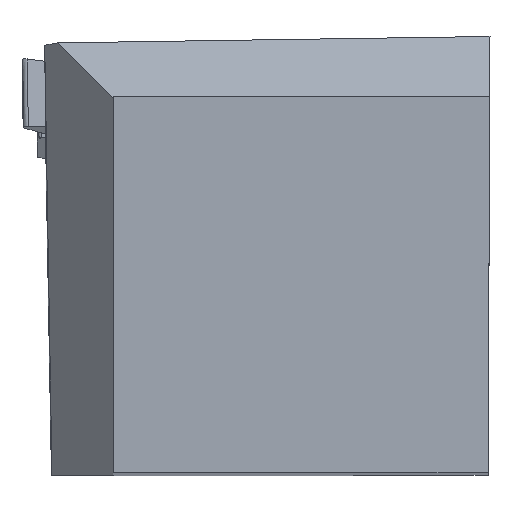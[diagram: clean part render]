
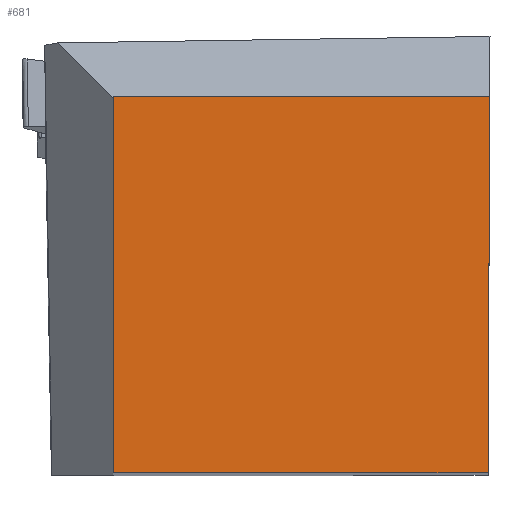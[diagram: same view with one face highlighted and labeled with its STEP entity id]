
A CAD part, top view. The second image highlights one B-rep face of the part: STEP entity #681.
In plain terms, the highlighted planar face has unit normal (0, 0, 1).
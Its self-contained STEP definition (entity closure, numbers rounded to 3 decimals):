
#174=PLANE('',#1887);
#252=FACE_OUTER_BOUND('',#798,.T.);
#407=LINE('',#2980,#580);
#420=LINE('',#3005,#593);
#423=LINE('',#3010,#596);
#424=LINE('',#3012,#597);
#580=VECTOR('',#2313,1.);
#593=VECTOR('',#2332,1.);
#596=VECTOR('',#2339,1.);
#597=VECTOR('',#2340,1.);
#681=ADVANCED_FACE('BLANK_BOXF006',(#252),#174,.F.);
#798=EDGE_LOOP('',(#1231,#1232,#1233,#1234));
#1231=ORIENTED_EDGE('',*,*,#1644,.F.);
#1232=ORIENTED_EDGE('',*,*,#1628,.F.);
#1233=ORIENTED_EDGE('',*,*,#1641,.F.);
#1234=ORIENTED_EDGE('',*,*,#1645,.F.);
#1409=VERTEX_POINT('',#2979);
#1410=VERTEX_POINT('',#2981);
#1418=VERTEX_POINT('',#3004);
#1419=VERTEX_POINT('',#3011);
#1628=EDGE_CURVE('',#1409,#1410,#407,.T.);
#1641=EDGE_CURVE('',#1418,#1409,#420,.T.);
#1644=EDGE_CURVE('',#1410,#1419,#423,.T.);
#1645=EDGE_CURVE('',#1419,#1418,#424,.T.);
#1887=AXIS2_PLACEMENT_3D('',#3013,#2341,#2342);
#2313=DIRECTION('',(-1.,0.,0.));
#2332=DIRECTION('',(-0.004,-1.,0.));
#2339=DIRECTION('',(0.,1.,0.));
#2340=DIRECTION('',(1.,0.,0.));
#2341=DIRECTION('',(0.,0.,-1.));
#2342=DIRECTION('',(0.,-1.,0.));
#2979=CARTESIAN_POINT('',(-0.138,0.,0.));
#2980=CARTESIAN_POINT('',(152.4,0.,0.));
#2981=CARTESIAN_POINT('',(-31.623,0.,0.));
#3004=CARTESIAN_POINT('',(0.,31.623,0.));
#3005=CARTESIAN_POINT('',(0.527,152.399,0.));
#3010=CARTESIAN_POINT('',(-31.623,-152.4,0.));
#3011=CARTESIAN_POINT('',(-31.623,31.623,0.));
#3012=CARTESIAN_POINT('',(-152.4,31.623,0.));
#3013=CARTESIAN_POINT('',(-69.723,-5.,0.));
